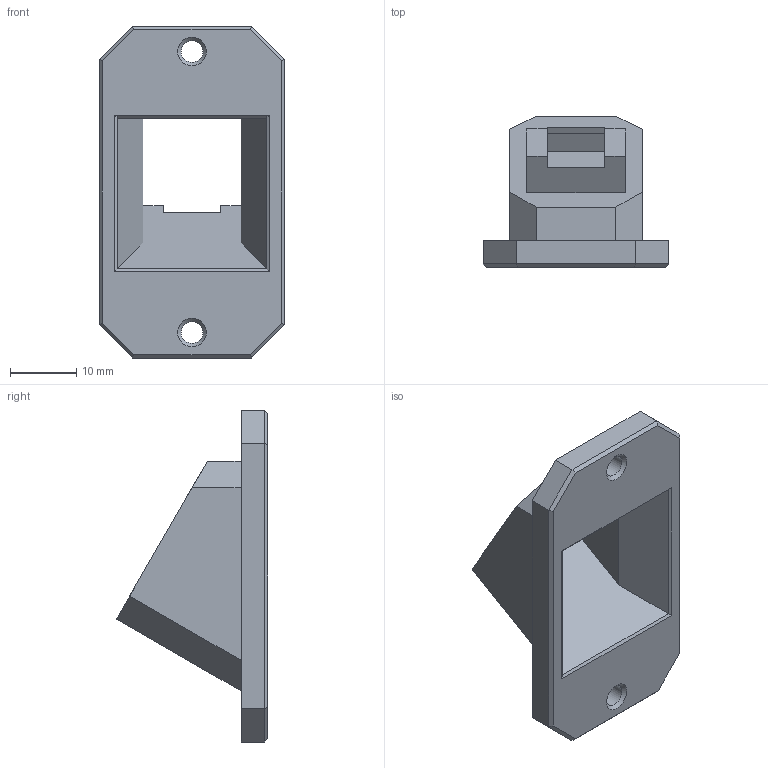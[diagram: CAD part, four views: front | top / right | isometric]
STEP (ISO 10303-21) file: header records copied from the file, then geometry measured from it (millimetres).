
FILE_DESCRIPTION(/* description */ ('STEP AP214'),/* implementation_level */ '2;1');
FILE_NAME(/* name */ '603a47b183511015a261f10a',/* time_stamp */ '2021-02-27T13:22:58+00:00',/* author */ (''),/* organization */ (''),/* preprocessor_version */ 'ST-DEVELOPER v18.1',/* originating_system */ ' ',/* authorisation */ ' ');
FILE_SCHEMA (('AUTOMOTIVE_DESIGN {1 0 10303 214 3 1 1}'));
Length unit declared in the file: metre
Products named in the file (1): lan_socket_adapter
Bounding box: 28 x 22.79 x 50 mm (x, y, z)
Volume: 7200.2 mm3; surface area: 4872.5 mm2
Topology: 1 solids, 1 shells, 55 faces, 144 edges, 92 vertices
Faces by surface type: plane 51, cylinder 2, cone 2
Full cylindrical faces by diameter (mm): 3.3 x2
Entity records: 1670 total; most frequent: CARTESIAN_POINT 288, ORIENTED_EDGE 280, DIRECTION 258, EDGE_CURVE 140, LINE 134, VECTOR 134, VERTEX_POINT 92, EDGE_LOOP 66
